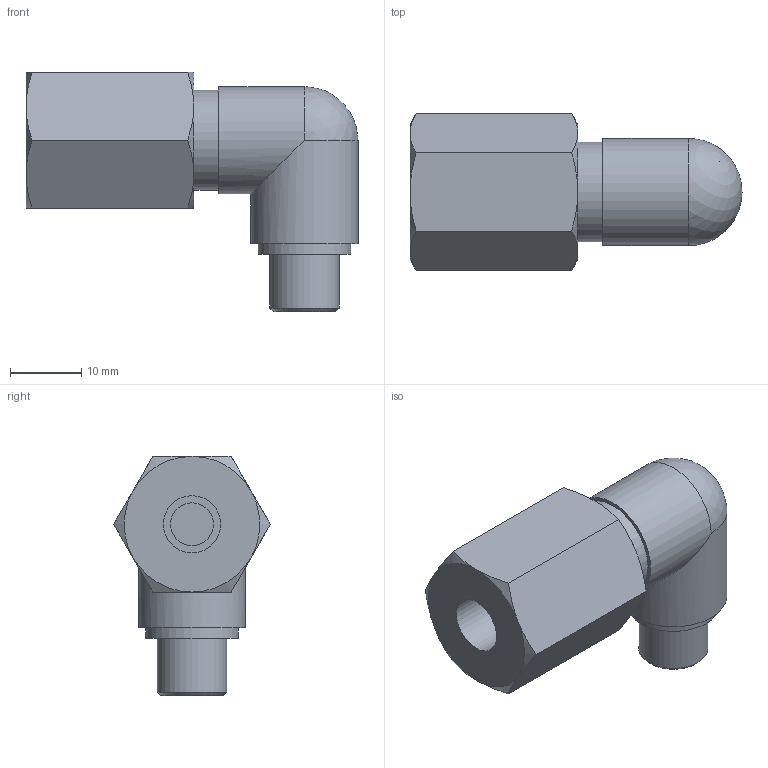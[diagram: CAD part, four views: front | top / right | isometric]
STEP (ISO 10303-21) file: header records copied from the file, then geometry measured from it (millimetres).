
FILE_DESCRIPTION(/* description */ ('Unknown','CAx-IF Rec.Pracs.---Representation and Presentation of Product Manufacturing Information (PMI)---4.0---2014-10-13','CAx-IF Rec.Pracs.---3D Tessellated Geometry---0.4---2014-09-14','2;1'),/* implementation_level */ '2;1');
FILE_NAME(/* name */ '505209_F-6x4-1_8-90_Fitting',/* time_stamp */ '2024-07-25T15:27:22+02:00',/* author */ ('Unknown'),/* organization */ ('Unknown'),/* preprocessor_version */ 'ST-DEVELOPER v19.4',/* originating_system */ 'Solid Edge',/* authorisation */ 'Unknown');
FILE_SCHEMA (('AP242_MANAGED_MODEL_BASED_3D_ENGINEERING_MIM_LF { 1 0 10303 442 1 1 4 }'));
Length unit declared in the file: millimetre
Products named in the file (1): 505209_F-6x4-1_8-90_Fitting
Bounding box: 46.5 x 21.94 x 33.5 mm (x, y, z)
Volume: 11147.8 mm3; surface area: 5057.6 mm2
Topology: 1 solids, 1 shells, 36 faces, 84 edges, 54 vertices
Faces by surface type: plane 14, cone 13, cylinder 8, sphere 1
Full cylindrical faces by diameter (mm): 5 x1, 6 x1, 8 x1, 9.728 x1, 13 x1, 14 x1, 15 x2
Entity records: 1164 total; most frequent: CARTESIAN_POINT 266, DIRECTION 191, ORIENTED_EDGE 166, AXIS2_PLACEMENT_3D 88, EDGE_CURVE 83, VERTEX_POINT 54, EDGE_LOOP 43, FACE_BOUND 43
